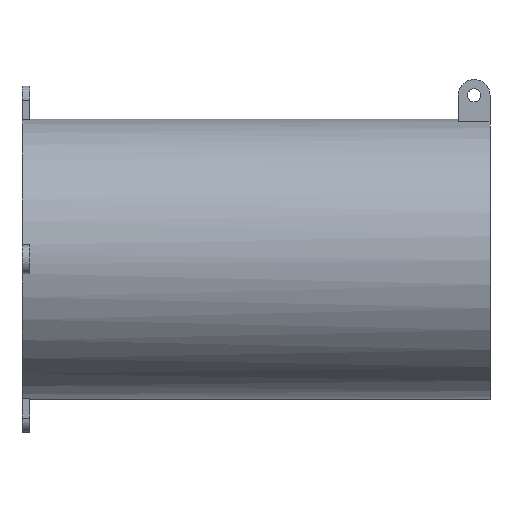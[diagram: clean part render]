
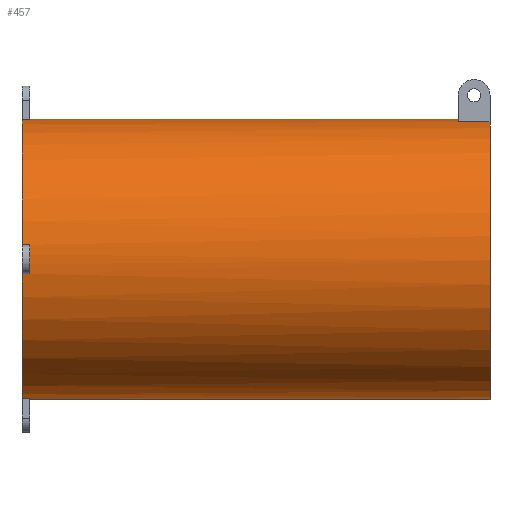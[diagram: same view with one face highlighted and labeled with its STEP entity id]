
A CAD part, left-side view. The second image highlights one B-rep face of the part: STEP entity #457.
In plain terms, the highlighted cylindrical face has radius 53 mm (diameter 106 mm), a partial arc.
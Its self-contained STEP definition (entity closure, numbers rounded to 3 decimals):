
#7 = VERTEX_POINT ( 'NONE', #270 ) ;
#19 = EDGE_CURVE ( 'NONE', #601, #539, #971, .T. ) ;
#31 = ORIENTED_EDGE ( 'NONE', *, *, #628, .T. ) ;
#33 = CIRCLE ( 'NONE', #944, 53. ) ;
#41 = AXIS2_PLACEMENT_3D ( 'NONE', #1532, #1425, #1549 ) ;
#46 = VERTEX_POINT ( 'NONE', #1243 ) ;
#63 = CARTESIAN_POINT ( 'NONE',  ( -3., 176.9, 52.915 ) ) ;
#65 = LINE ( 'NONE', #1312, #768 ) ;
#80 = CARTESIAN_POINT ( 'NONE',  ( 0., 173.9, -53. ) ) ;
#96 = CYLINDRICAL_SURFACE ( 'NONE', #444, 53. ) ;
#112 = FACE_OUTER_BOUND ( 'NONE', #1079, .T. ) ;
#117 = ORIENTED_EDGE ( 'NONE', *, *, #380, .T. ) ;
#120 = CARTESIAN_POINT ( 'NONE',  ( -52.714, 176.9, 5.5 ) ) ;
#134 = ORIENTED_EDGE ( 'NONE', *, *, #995, .F. ) ;
#141 = DIRECTION ( 'NONE',  ( 0., 1., 0. ) ) ;
#145 = CARTESIAN_POINT ( 'NONE',  ( -52.714, 173.9, -5.5 ) ) ;
#150 = VERTEX_POINT ( 'NONE', #375 ) ;
#151 = CARTESIAN_POINT ( 'NONE',  ( 0., 173.9, 53. ) ) ;
#169 = CARTESIAN_POINT ( 'NONE',  ( -10., 12., 52.048 ) ) ;
#181 = VERTEX_POINT ( 'NONE', #450 ) ;
#198 = DIRECTION ( 'NONE',  ( 0., 0., 1. ) ) ;
#200 = CARTESIAN_POINT ( 'NONE',  ( -5.5, 176.9, 52.714 ) ) ;
#206 = VERTEX_POINT ( 'NONE', #80 ) ;
#230 = DIRECTION ( 'NONE',  ( 0., -1., 0. ) ) ;
#255 = LINE ( 'NONE', #1472, #475 ) ;
#270 = CARTESIAN_POINT ( 'NONE',  ( -52.714, 176.9, -5.5 ) ) ;
#291 = DIRECTION ( 'NONE',  ( 0., 0., 1. ) ) ;
#315 = ORIENTED_EDGE ( 'NONE', *, *, #1306, .F. ) ;
#319 = EDGE_CURVE ( 'NONE', #150, #408, #910, .T. ) ;
#329 = CARTESIAN_POINT ( 'NONE',  ( -52.714, 173.9, 5.5 ) ) ;
#331 = VERTEX_POINT ( 'NONE', #329 ) ;
#344 = LINE ( 'NONE', #578, #1009 ) ;
#350 = CARTESIAN_POINT ( 'NONE',  ( -5.5, 173.9, 52.714 ) ) ;
#375 = CARTESIAN_POINT ( 'NONE',  ( 0., 0., -53. ) ) ;
#380 = EDGE_CURVE ( 'NONE', #181, #711, #1475, .T. ) ;
#381 = LINE ( 'NONE', #867, #1573 ) ;
#394 = CARTESIAN_POINT ( 'NONE',  ( 0., 176.9, 0. ) ) ;
#405 = VECTOR ( 'NONE', #1146, 1000. ) ;
#408 = VERTEX_POINT ( 'NONE', #1465 ) ;
#411 = LINE ( 'NONE', #63, #405 ) ;
#438 = DIRECTION ( 'NONE',  ( 0., 1., 0. ) ) ;
#444 = AXIS2_PLACEMENT_3D ( 'NONE', #846, #727, #1233 ) ;
#446 = DIRECTION ( 'NONE',  ( 0., -1., 0. ) ) ;
#447 = DIRECTION ( 'NONE',  ( 0., 0., 1. ) ) ;
#450 = CARTESIAN_POINT ( 'NONE',  ( -3., 0., 52.915 ) ) ;
#452 = EDGE_CURVE ( 'NONE', #1438, #711, #1114, .T. ) ;
#457 = ADVANCED_FACE ( 'NONE', ( #112 ), #96, .T. ) ;
#475 = VECTOR ( 'NONE', #853, 1000. ) ;
#494 = DIRECTION ( 'NONE',  ( 0., 1., 0. ) ) ;
#507 = VECTOR ( 'NONE', #1250, 1000. ) ;
#519 = EDGE_CURVE ( 'NONE', #206, #150, #344, .T. ) ;
#539 = VERTEX_POINT ( 'NONE', #200 ) ;
#553 = CARTESIAN_POINT ( 'NONE',  ( -5.5, 176.9, -52.714 ) ) ;
#562 = ORIENTED_EDGE ( 'NONE', *, *, #1178, .F. ) ;
#578 = CARTESIAN_POINT ( 'NONE',  ( 0., 176.9, -53. ) ) ;
#588 = VECTOR ( 'NONE', #230, 1000. ) ;
#592 = EDGE_CURVE ( 'NONE', #1049, #7, #255, .T. ) ;
#601 = VERTEX_POINT ( 'NONE', #120 ) ;
#619 = ORIENTED_EDGE ( 'NONE', *, *, #1004, .F. ) ;
#624 = DIRECTION ( 'NONE',  ( 0., 0., -1. ) ) ;
#628 = EDGE_CURVE ( 'NONE', #1278, #539, #1368, .T. ) ;
#633 = CARTESIAN_POINT ( 'NONE',  ( -5.5, 173.9, -52.714 ) ) ;
#675 = ORIENTED_EDGE ( 'NONE', *, *, #1586, .F. ) ;
#678 = DIRECTION ( 'NONE',  ( 0., 1., 0. ) ) ;
#685 = AXIS2_PLACEMENT_3D ( 'NONE', #1218, #494, #713 ) ;
#701 = AXIS2_PLACEMENT_3D ( 'NONE', #1307, #678, #1575 ) ;
#707 = VERTEX_POINT ( 'NONE', #734 ) ;
#711 = VERTEX_POINT ( 'NONE', #1113 ) ;
#713 = DIRECTION ( 'NONE',  ( 0., 0., 1. ) ) ;
#727 = DIRECTION ( 'NONE',  ( 0., -1., 0. ) ) ;
#734 = CARTESIAN_POINT ( 'NONE',  ( -5.5, 173.9, -52.714 ) ) ;
#736 = CIRCLE ( 'NONE', #41, 53. ) ;
#737 = EDGE_CURVE ( 'NONE', #331, #601, #381, .T. ) ;
#750 = CARTESIAN_POINT ( 'NONE',  ( 0., 12., 0. ) ) ;
#768 = VECTOR ( 'NONE', #446, 1000. ) ;
#802 = ORIENTED_EDGE ( 'NONE', *, *, #1100, .F. ) ;
#823 = DIRECTION ( 'NONE',  ( 0., 1., 0. ) ) ;
#840 = DIRECTION ( 'NONE',  ( 0., 1., 0. ) ) ;
#846 = CARTESIAN_POINT ( 'NONE',  ( 0., 176.9, 0. ) ) ;
#853 = DIRECTION ( 'NONE',  ( 0., 1., 0. ) ) ;
#867 = CARTESIAN_POINT ( 'NONE',  ( -52.714, 173.9, 5.5 ) ) ;
#873 = LINE ( 'NONE', #633, #507 ) ;
#888 = AXIS2_PLACEMENT_3D ( 'NONE', #394, #141, #1125 ) ;
#910 = CIRCLE ( 'NONE', #701, 53. ) ;
#944 = AXIS2_PLACEMENT_3D ( 'NONE', #1552, #438, #447 ) ;
#969 = CIRCLE ( 'NONE', #1181, 53. ) ;
#971 = CIRCLE ( 'NONE', #888, 53. ) ;
#973 = VERTEX_POINT ( 'NONE', #553 ) ;
#995 = EDGE_CURVE ( 'NONE', #1278, #1438, #33, .T. ) ;
#998 = ORIENTED_EDGE ( 'NONE', *, *, #519, .T. ) ;
#1004 = EDGE_CURVE ( 'NONE', #206, #707, #969, .T. ) ;
#1009 = VECTOR ( 'NONE', #1217, 1000. ) ;
#1030 = DIRECTION ( 'NONE',  ( 0., 1., 0. ) ) ;
#1049 = VERTEX_POINT ( 'NONE', #145 ) ;
#1064 = ORIENTED_EDGE ( 'NONE', *, *, #19, .F. ) ;
#1079 = EDGE_LOOP ( 'NONE', ( #1529, #134, #31, #1064, #1287, #1520, #1360, #1093, #802, #619, #998, #1176, #675, #562, #315, #117 ) ) ;
#1093 = ORIENTED_EDGE ( 'NONE', *, *, #1463, .F. ) ;
#1095 = VECTOR ( 'NONE', #840, 1000. ) ;
#1100 = EDGE_CURVE ( 'NONE', #707, #973, #873, .T. ) ;
#1113 = CARTESIAN_POINT ( 'NONE',  ( 0., 0., 53. ) ) ;
#1114 = LINE ( 'NONE', #1614, #588 ) ;
#1125 = DIRECTION ( 'NONE',  ( 0., 0., 1. ) ) ;
#1146 = DIRECTION ( 'NONE',  ( 0., 1., 0. ) ) ;
#1154 = DIRECTION ( 'NONE',  ( 0., 1., 0. ) ) ;
#1176 = ORIENTED_EDGE ( 'NONE', *, *, #319, .T. ) ;
#1178 = EDGE_CURVE ( 'NONE', #46, #1245, #1524, .T. ) ;
#1181 = AXIS2_PLACEMENT_3D ( 'NONE', #1461, #823, #198 ) ;
#1214 = DIRECTION ( 'NONE',  ( 0., -1., 0. ) ) ;
#1217 = DIRECTION ( 'NONE',  ( 0., -1., 0. ) ) ;
#1218 = CARTESIAN_POINT ( 'NONE',  ( 0., 0., 0. ) ) ;
#1233 = DIRECTION ( 'NONE',  ( 0., 0., -1. ) ) ;
#1241 = AXIS2_PLACEMENT_3D ( 'NONE', #750, #1214, #624 ) ;
#1243 = CARTESIAN_POINT ( 'NONE',  ( -3., 12., 52.915 ) ) ;
#1245 = VERTEX_POINT ( 'NONE', #169 ) ;
#1250 = DIRECTION ( 'NONE',  ( 0., 1., 0. ) ) ;
#1271 = EDGE_CURVE ( 'NONE', #1049, #331, #736, .T. ) ;
#1278 = VERTEX_POINT ( 'NONE', #1526 ) ;
#1287 = ORIENTED_EDGE ( 'NONE', *, *, #737, .F. ) ;
#1306 = EDGE_CURVE ( 'NONE', #181, #46, #411, .T. ) ;
#1307 = CARTESIAN_POINT ( 'NONE',  ( 0., 0., 0. ) ) ;
#1312 = CARTESIAN_POINT ( 'NONE',  ( -10., 176.9, 52.048 ) ) ;
#1360 = ORIENTED_EDGE ( 'NONE', *, *, #592, .T. ) ;
#1368 = LINE ( 'NONE', #350, #1095 ) ;
#1413 = CARTESIAN_POINT ( 'NONE',  ( 0., 176.9, 0. ) ) ;
#1425 = DIRECTION ( 'NONE',  ( 0., 1., 0. ) ) ;
#1438 = VERTEX_POINT ( 'NONE', #151 ) ;
#1461 = CARTESIAN_POINT ( 'NONE',  ( 0., 173.9, 0. ) ) ;
#1463 = EDGE_CURVE ( 'NONE', #973, #7, #1611, .T. ) ;
#1465 = CARTESIAN_POINT ( 'NONE',  ( -10., 0., 52.048 ) ) ;
#1472 = CARTESIAN_POINT ( 'NONE',  ( -52.714, 173.9, -5.5 ) ) ;
#1475 = CIRCLE ( 'NONE', #685, 53. ) ;
#1520 = ORIENTED_EDGE ( 'NONE', *, *, #1271, .F. ) ;
#1524 = CIRCLE ( 'NONE', #1241, 53. ) ;
#1526 = CARTESIAN_POINT ( 'NONE',  ( -5.5, 173.9, 52.714 ) ) ;
#1529 = ORIENTED_EDGE ( 'NONE', *, *, #452, .F. ) ;
#1532 = CARTESIAN_POINT ( 'NONE',  ( 0., 173.9, 0. ) ) ;
#1549 = DIRECTION ( 'NONE',  ( 0., 0., 1. ) ) ;
#1552 = CARTESIAN_POINT ( 'NONE',  ( 0., 173.9, 0. ) ) ;
#1557 = AXIS2_PLACEMENT_3D ( 'NONE', #1413, #1154, #291 ) ;
#1573 = VECTOR ( 'NONE', #1030, 1000. ) ;
#1575 = DIRECTION ( 'NONE',  ( 0., 0., 1. ) ) ;
#1586 = EDGE_CURVE ( 'NONE', #1245, #408, #65, .T. ) ;
#1611 = CIRCLE ( 'NONE', #1557, 53. ) ;
#1614 = CARTESIAN_POINT ( 'NONE',  ( 0., 176.9, 53. ) ) ;
